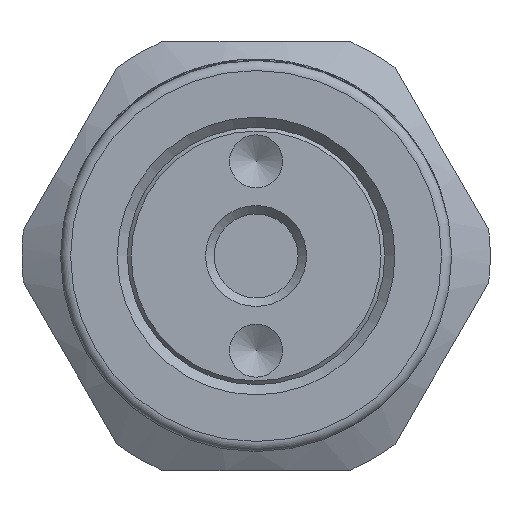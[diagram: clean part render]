
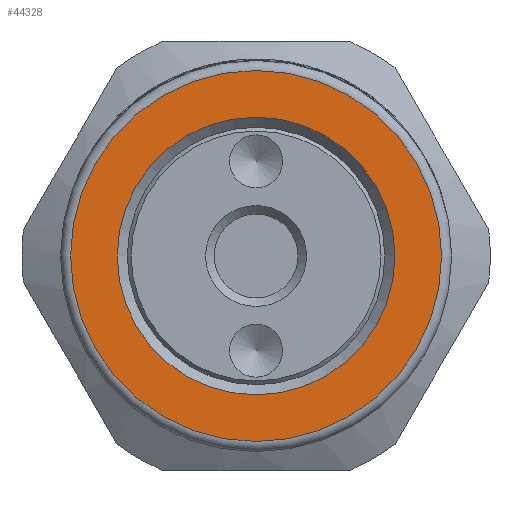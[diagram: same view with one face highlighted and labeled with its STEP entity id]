
A CAD part, left-side view. The second image highlights one B-rep face of the part: STEP entity #44328.
In plain terms, the highlighted planar face has unit normal (-1, 0, 0).
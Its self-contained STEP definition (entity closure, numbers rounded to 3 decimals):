
#44294=CARTESIAN_POINT('',(-94.0,14.7,0.0));
#44295=VERTEX_POINT('',#44294);
#44296=CARTESIAN_POINT('',(-94.0,0.0,0.0));
#44297=DIRECTION('',(1.0,0.0,0.0));
#44298=DIRECTION('',(0.0,-1.0,0.0));
#44299=AXIS2_PLACEMENT_3D('',#44296,#44297,#44298);
#44300=CIRCLE('',#44299,14.7);
#44301=EDGE_CURVE('',#44295,#44295,#44300,.T.);
#44309=CARTESIAN_POINT('',(-94.0,10.875,0.0));
#44310=DIRECTION('',(-1.0,0.0,0.0));
#44311=DIRECTION('',(0.0,0.0,1.0));
#44312=AXIS2_PLACEMENT_3D('',#44309,#44310,#44311);
#44313=PLANE('',#44312);
#44314=ORIENTED_EDGE('',*,*,#44301,.F.);
#44315=EDGE_LOOP('',(#44314));
#44316=FACE_OUTER_BOUND('',#44315,.T.);
#44317=CARTESIAN_POINT('',(-94.0,-11.0,0.0));
#44318=VERTEX_POINT('',#44317);
#44319=CARTESIAN_POINT('',(-94.0,0.0,0.0));
#44320=DIRECTION('',(1.0,0.0,0.0));
#44321=DIRECTION('',(0.0,-1.0,0.0));
#44322=AXIS2_PLACEMENT_3D('',#44319,#44320,#44321);
#44323=CIRCLE('',#44322,11.);
#44324=EDGE_CURVE('',#44318,#44318,#44323,.T.);
#44325=ORIENTED_EDGE('',*,*,#44324,.T.);
#44326=EDGE_LOOP('',(#44325));
#44327=FACE_BOUND('',#44326,.T.);
#44328=ADVANCED_FACE('',(#44316,#44327),#44313,.T.);
